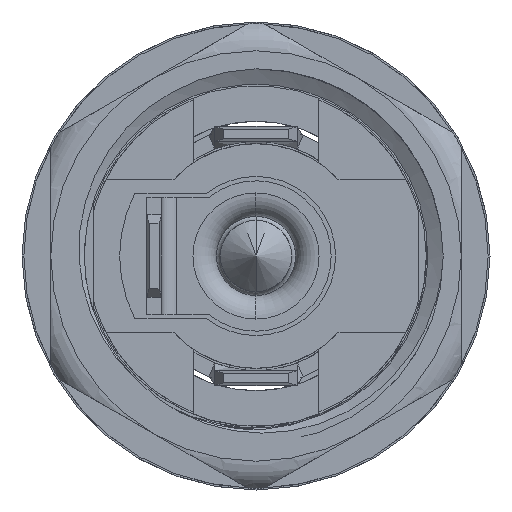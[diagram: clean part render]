
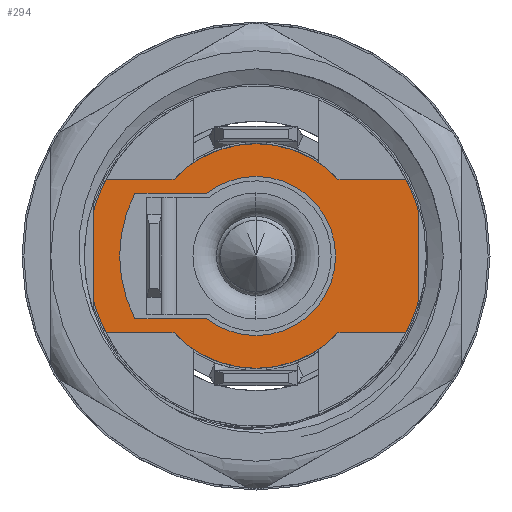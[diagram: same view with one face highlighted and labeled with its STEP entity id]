
A CAD part, left-side view. The second image highlights one B-rep face of the part: STEP entity #294.
In plain terms, the highlighted planar face has unit normal (-1, 0, 0).
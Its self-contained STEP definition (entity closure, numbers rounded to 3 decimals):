
#294=ADVANCED_FACE('',(#1041,#1042),#1043,.T.);
#1041=FACE_OUTER_BOUND('',#7098,.T.);
#1042=FACE_BOUND('',#7099,.T.);
#1043=PLANE('',#7100);
#7098=EDGE_LOOP('',(#9651,#9652,#9653,#9654,#9655,#9656,#9657,#9658,#9659,#9660,#9661,#9662,#9663,#9664));
#7099=EDGE_LOOP('',(#9665,#9666,#9667,#9668,#9669,#9670));
#7100=AXIS2_PLACEMENT_3D('',#9671,#9672,#9673);
#9651=ORIENTED_EDGE('',*,*,#12097,.T.);
#9652=ORIENTED_EDGE('',*,*,#12470,.T.);
#9653=ORIENTED_EDGE('',*,*,#11783,.T.);
#9654=ORIENTED_EDGE('',*,*,#12091,.T.);
#9655=ORIENTED_EDGE('',*,*,#12465,.T.);
#9656=ORIENTED_EDGE('',*,*,#12471,.T.);
#9657=ORIENTED_EDGE('',*,*,#12472,.T.);
#9658=ORIENTED_EDGE('',*,*,#12473,.T.);
#9659=ORIENTED_EDGE('',*,*,#12474,.T.);
#9660=ORIENTED_EDGE('',*,*,#12448,.T.);
#9661=ORIENTED_EDGE('',*,*,#11676,.T.);
#9662=ORIENTED_EDGE('',*,*,#12475,.T.);
#9663=ORIENTED_EDGE('',*,*,#12444,.T.);
#9664=ORIENTED_EDGE('',*,*,#12120,.T.);
#9665=ORIENTED_EDGE('',*,*,#11664,.F.);
#9666=ORIENTED_EDGE('',*,*,#12476,.F.);
#9667=ORIENTED_EDGE('',*,*,#12477,.F.);
#9668=ORIENTED_EDGE('',*,*,#12478,.F.);
#9669=ORIENTED_EDGE('',*,*,#11666,.F.);
#9670=ORIENTED_EDGE('',*,*,#12479,.F.);
#9671=CARTESIAN_POINT('',(-31.928,0.0,0.0));
#9672=DIRECTION('',(-1.0,0.0,0.0));
#9673=DIRECTION('',(0.0,0.0,1.0));
#11664=EDGE_CURVE('',#13096,#13092,#13098,.T.);
#11666=EDGE_CURVE('',#13099,#13102,#13103,.T.);
#11676=EDGE_CURVE('',#13108,#13120,#13122,.T.);
#11783=EDGE_CURVE('',#13335,#13332,#13336,.T.);
#12091=EDGE_CURVE('',#13332,#13848,#13850,.T.);
#12097=EDGE_CURVE('',#13859,#13857,#13860,.T.);
#12120=EDGE_CURVE('',#13904,#13859,#13905,.T.);
#12444=EDGE_CURVE('',#14396,#13904,#14397,.T.);
#12448=EDGE_CURVE('',#14402,#13108,#14403,.T.);
#12465=EDGE_CURVE('',#13848,#14425,#14427,.T.);
#12470=EDGE_CURVE('',#13857,#13335,#14436,.T.);
#12471=EDGE_CURVE('',#14425,#14437,#14438,.T.);
#12472=EDGE_CURVE('',#14437,#14439,#14440,.T.);
#12473=EDGE_CURVE('',#14439,#14441,#14442,.T.);
#12474=EDGE_CURVE('',#14441,#14402,#14443,.T.);
#12475=EDGE_CURVE('',#13120,#14396,#14444,.T.);
#12476=EDGE_CURVE('',#14445,#13096,#14446,.T.);
#12477=EDGE_CURVE('',#14447,#14445,#14448,.T.);
#12478=EDGE_CURVE('',#13102,#14447,#14449,.T.);
#12479=EDGE_CURVE('',#13092,#13099,#14450,.T.);
#13092=VERTEX_POINT('',#15423);
#13096=VERTEX_POINT('',#15428);
#13098=CIRCLE('',#15431,2.699);
#13099=VERTEX_POINT('',#15432);
#13102=VERTEX_POINT('',#15436);
#13103=CIRCLE('',#15437,2.699);
#13108=VERTEX_POINT('',#15443);
#13120=VERTEX_POINT('',#15472);
#13122=CIRCLE('',#15475,3.81);
#13332=VERTEX_POINT('',#17492);
#13335=VERTEX_POINT('',#17496);
#13336=CIRCLE('',#17497,3.81);
#13848=VERTEX_POINT('',#18428);
#13850=CIRCLE('',#18431,3.81);
#13857=VERTEX_POINT('',#18441);
#13859=VERTEX_POINT('',#18444);
#13860=CIRCLE('',#18445,5.715);
#13904=VERTEX_POINT('',#18580);
#13905=LINE('',#18581,#18582);
#14396=VERTEX_POINT('',#24780);
#14397=CIRCLE('',#24781,5.715);
#14402=VERTEX_POINT('',#24788);
#14403=CIRCLE('',#24789,3.81);
#14425=VERTEX_POINT('',#24832);
#14427=LINE('',#24835,#24836);
#14436=LINE('',#24849,#24850);
#14437=VERTEX_POINT('',#24851);
#14438=CIRCLE('',#24852,5.715);
#14439=VERTEX_POINT('',#24853);
#14440=LINE('',#24854,#24855);
#14441=VERTEX_POINT('',#24856);
#14442=CIRCLE('',#24857,5.715);
#14443=LINE('',#24858,#24859);
#14444=LINE('',#24860,#24861);
#14445=VERTEX_POINT('',#24862);
#14446=LINE('',#24863,#24864);
#14447=VERTEX_POINT('',#24865);
#14448=CIRCLE('',#24866,4.625);
#14449=LINE('',#24867,#24868);
#14450=CIRCLE('',#24869,2.699);
#15423=CARTESIAN_POINT('',(-31.928,0.,-2.699));
#15428=CARTESIAN_POINT('',(-31.928,1.669,-2.121));
#15431=AXIS2_PLACEMENT_3D('',#26454,#26455,#26456);
#15432=CARTESIAN_POINT('',(-31.928,0.,2.699));
#15436=CARTESIAN_POINT('',(-31.928,1.669,2.121));
#15437=AXIS2_PLACEMENT_3D('',#26458,#26459,#26460);
#15443=CARTESIAN_POINT('',(-31.928,0.,3.81));
#15472=CARTESIAN_POINT('',(-31.928,2.781,2.605));
#15475=AXIS2_PLACEMENT_3D('',#26472,#26473,#26474);
#17492=CARTESIAN_POINT('',(-31.928,0.,-3.81));
#17496=CARTESIAN_POINT('',(-31.928,2.781,-2.605));
#17497=AXIS2_PLACEMENT_3D('',#26580,#26581,#26582);
#18428=CARTESIAN_POINT('',(-31.928,-2.781,-2.605));
#18431=AXIS2_PLACEMENT_3D('',#27013,#27014,#27015);
#18441=CARTESIAN_POINT('',(-31.928,5.087,-2.605));
#18444=CARTESIAN_POINT('',(-31.928,5.499,-1.555));
#18445=AXIS2_PLACEMENT_3D('',#27023,#27024,#27025);
#18580=CARTESIAN_POINT('',(-31.928,5.499,1.555));
#18581=CARTESIAN_POINT('',(-31.928,5.499,1.555));
#18582=VECTOR('',#27032,3.111);
#24780=CARTESIAN_POINT('',(-31.928,5.087,2.605));
#24781=AXIS2_PLACEMENT_3D('',#27163,#27164,#27165);
#24788=CARTESIAN_POINT('',(-31.928,-2.781,2.605));
#24789=AXIS2_PLACEMENT_3D('',#27171,#27172,#27173);
#24832=CARTESIAN_POINT('',(-31.928,-5.087,-2.605));
#24835=CARTESIAN_POINT('',(-31.928,-2.781,-2.605));
#24836=VECTOR('',#27193,2.306);
#24849=CARTESIAN_POINT('',(-31.928,5.087,-2.605));
#24850=VECTOR('',#27198,2.306);
#24851=CARTESIAN_POINT('',(-31.928,-5.499,-1.555));
#24852=AXIS2_PLACEMENT_3D('',#27199,#27200,#27201);
#24853=CARTESIAN_POINT('',(-31.928,-5.499,1.555));
#24854=CARTESIAN_POINT('',(-31.928,-5.499,-1.555));
#24855=VECTOR('',#27202,3.111);
#24856=CARTESIAN_POINT('',(-31.928,-5.087,2.605));
#24857=AXIS2_PLACEMENT_3D('',#27203,#27204,#27205);
#24858=CARTESIAN_POINT('',(-31.928,-5.087,2.605));
#24859=VECTOR('',#27206,2.306);
#24860=CARTESIAN_POINT('',(-31.928,2.781,2.605));
#24861=VECTOR('',#27207,2.306);
#24862=CARTESIAN_POINT('',(-31.928,4.11,-2.121));
#24863=CARTESIAN_POINT('',(-31.928,4.11,-2.121));
#24864=VECTOR('',#27208,2.441);
#24865=CARTESIAN_POINT('',(-31.928,4.11,2.121));
#24866=AXIS2_PLACEMENT_3D('',#27209,#27210,#27211);
#24867=CARTESIAN_POINT('',(-31.928,1.669,2.121));
#24868=VECTOR('',#27212,2.441);
#24869=AXIS2_PLACEMENT_3D('',#27213,#27214,#27215);
#26454=CARTESIAN_POINT('',(-31.928,0.0,0.0));
#26455=DIRECTION('',(-1.0,0.0,0.0));
#26456=DIRECTION('',(0.0,0.618,-0.786));
#26458=CARTESIAN_POINT('',(-31.928,0.0,0.0));
#26459=DIRECTION('',(-1.0,0.0,0.0));
#26460=DIRECTION('',(0.0,0.618,-0.786));
#26472=CARTESIAN_POINT('',(-31.928,0.0,0.0));
#26473=DIRECTION('',(-1.0,0.0,0.0));
#26474=DIRECTION('',(0.0,-0.73,0.684));
#26580=CARTESIAN_POINT('',(-31.928,0.0,0.0));
#26581=DIRECTION('',(-1.0,0.0,0.0));
#26582=DIRECTION('',(0.0,0.73,-0.684));
#27013=CARTESIAN_POINT('',(-31.928,0.0,0.0));
#27014=DIRECTION('',(-1.0,0.0,0.0));
#27015=DIRECTION('',(0.0,0.73,-0.684));
#27023=CARTESIAN_POINT('',(-31.928,0.0,0.0));
#27024=DIRECTION('',(-1.0,0.0,0.0));
#27025=DIRECTION('',(0.0,0.962,-0.272));
#27032=DIRECTION('',(0.0,0.0,-1.0));
#27163=CARTESIAN_POINT('',(-31.928,0.0,0.0));
#27164=DIRECTION('',(-1.0,0.0,0.0));
#27165=DIRECTION('',(0.0,0.89,0.456));
#27171=CARTESIAN_POINT('',(-31.928,0.0,0.0));
#27172=DIRECTION('',(-1.0,0.0,0.0));
#27173=DIRECTION('',(0.0,-0.73,0.684));
#27193=DIRECTION('',(0.0,-1.0,0.0));
#27198=DIRECTION('',(0.0,-1.0,0.0));
#27199=CARTESIAN_POINT('',(-31.928,0.0,0.0));
#27200=DIRECTION('',(-1.0,-0.0,0.0));
#27201=DIRECTION('',(0.0,-0.89,-0.456));
#27202=DIRECTION('',(0.0,0.0,1.0));
#27203=CARTESIAN_POINT('',(-31.928,0.0,0.0));
#27204=DIRECTION('',(-1.0,0.0,0.0));
#27205=DIRECTION('',(0.0,-0.962,0.272));
#27206=DIRECTION('',(0.0,1.0,0.0));
#27207=DIRECTION('',(0.0,1.0,0.0));
#27208=DIRECTION('',(0.0,-1.0,0.0));
#27209=CARTESIAN_POINT('',(-31.928,0.0,0.0));
#27210=DIRECTION('',(-1.0,0.0,0.0));
#27211=DIRECTION('',(0.0,0.889,0.459));
#27212=DIRECTION('',(0.0,1.0,0.0));
#27213=CARTESIAN_POINT('',(-31.928,0.0,0.0));
#27214=DIRECTION('',(-1.0,0.0,0.0));
#27215=DIRECTION('',(0.0,0.618,-0.786));
